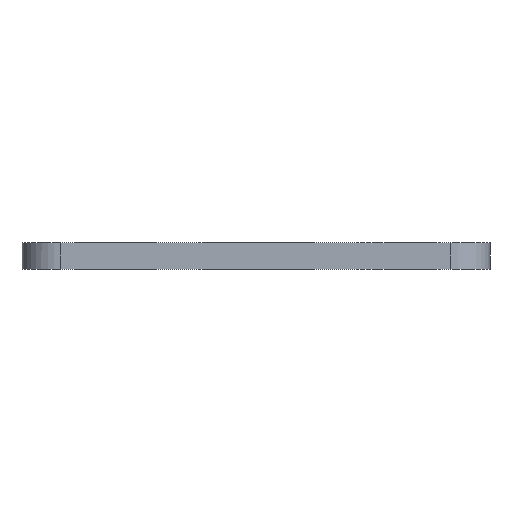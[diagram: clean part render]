
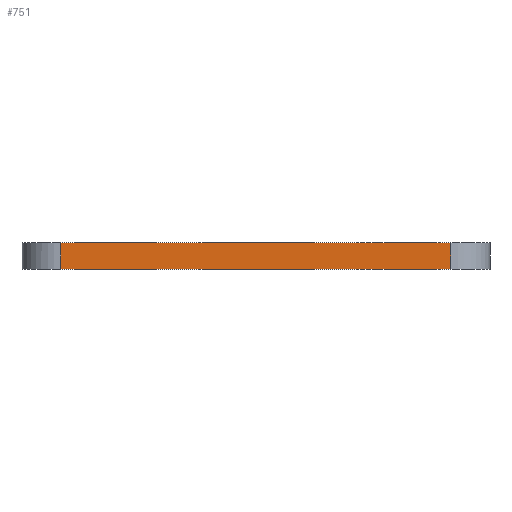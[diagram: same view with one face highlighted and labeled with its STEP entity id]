
A CAD part, front view. The second image highlights one B-rep face of the part: STEP entity #751.
In plain terms, the highlighted planar face has unit normal (0, -1, 0).
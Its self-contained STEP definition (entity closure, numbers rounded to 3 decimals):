
#41=PLANE($,#795);
#62=FACE_OUTER_BOUND($,#100,.T.);
#100=EDGE_LOOP($,(#523,#524,#525,#526));
#166=LINE($,#1102,#234);
#167=LINE($,#1105,#235);
#168=LINE($,#1107,#236);
#169=LINE($,#1108,#237);
#234=VECTOR($,#878,3.416);
#235=VECTOR($,#881,50.);
#236=VECTOR($,#882,3.416);
#237=VECTOR($,#883,50.);
#339=VERTEX_POINT($,#1095);
#342=VERTEX_POINT($,#1100);
#343=VERTEX_POINT($,#1104);
#344=VERTEX_POINT($,#1106);
#416=EDGE_CURVE($,#342,#339,#166,.T.);
#417=EDGE_CURVE($,#343,#342,#167,.T.);
#418=EDGE_CURVE($,#344,#343,#168,.T.);
#419=EDGE_CURVE($,#339,#344,#169,.T.);
#523=ORIENTED_EDGE($,*,*,#416,.F.);
#524=ORIENTED_EDGE($,*,*,#417,.F.);
#525=ORIENTED_EDGE($,*,*,#418,.F.);
#526=ORIENTED_EDGE($,*,*,#419,.F.);
#751=ADVANCED_FACE($,(#62),#41,.T.);
#795=AXIS2_PLACEMENT_3D($,#1103,#879,#880);
#878=DIRECTION($,(0.,0.,1.));
#879=DIRECTION('center_axis',(0.,-1.,0.));
#880=DIRECTION('ref_axis',(1.,0.,0.));
#881=DIRECTION($,(-1.,0.,0.));
#882=DIRECTION($,(0.,0.,-1.));
#883=DIRECTION($,(1.,0.,0.));
#1095=CARTESIAN_POINT('',(-25.,-70.,3.416));
#1100=CARTESIAN_POINT('',(-25.,-70.,0.));
#1102=CARTESIAN_POINT($,(-25.,-70.,0.));
#1103=CARTESIAN_POINT('Origin',(-30.,-70.,0.));
#1104=CARTESIAN_POINT('',(25.,-70.,0.));
#1105=CARTESIAN_POINT($,(30.,-70.,0.));
#1106=CARTESIAN_POINT('',(25.,-70.,3.416));
#1107=CARTESIAN_POINT($,(25.,-70.,0.));
#1108=CARTESIAN_POINT($,(30.,-70.,3.416));
